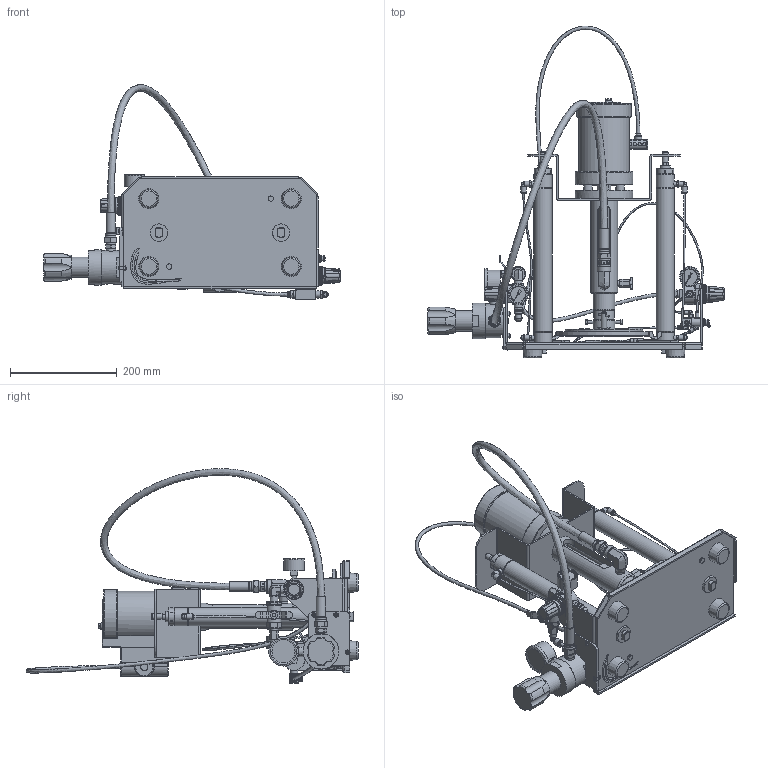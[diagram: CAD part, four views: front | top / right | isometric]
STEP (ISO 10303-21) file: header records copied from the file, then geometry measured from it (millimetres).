
FILE_DESCRIPTION (( 'STEP AP203' ), '1' );
FILE_NAME ('T18561 RAM PUMP 1 GAL.STEP', '2018-01-04T20:31:49', ( '' ), ( '' ), 'SwSTEP 2.0', 'SolidWorks 2017', '' );
FILE_SCHEMA (( 'CONFIG_CONTROL_DESIGN' ));
Length unit declared in the file: inch
Products named in the file (1): T18561  RAM PUMP 1 GAL
Bounding box: 553.97 x 621.18 x 401.56 mm (x, y, z)
Volume: 4811772.5 mm3; surface area: 826953 mm2
Topology: 1 solids, 1 shells, 3220 faces, 8158 edges, 5184 vertices
Faces by surface type: plane 1502, cylinder 773, cone 528, bspline 211, torus 138, sphere 68
Full cylindrical faces by diameter (mm): 2.5 x4, 3.175 x4, 3.2 x2, 4.166 x2, 4.175 x4, 4.68 x3, 4.8 x5, 5 x5, 5.137 x3, 5.461 x2, 6 x2, 6.119 x6, 6.35 x25, 6.5 x1, 6.6 x1, 6.7 x13, 6.731 x1, 6.8 x1, 7 x3, 7.036 x1, 7.1 x7, 7.112 x1, 7.62 x1, 7.925 x3, 7.938 x1, 8 x8, 8.5 x2, 8.539 x1, 8.636 x2, 8.89 x1
Entity records: 122049 total; most frequent: CARTESIAN_POINT 50462, ORIENTED_EDGE 14988, DIRECTION 13908, EDGE_CURVE 7494, AXIS2_PLACEMENT_3D 5389, VERTEX_POINT 4973, EDGE_LOOP 3973, FACE_OUTER_BOUND 3546
